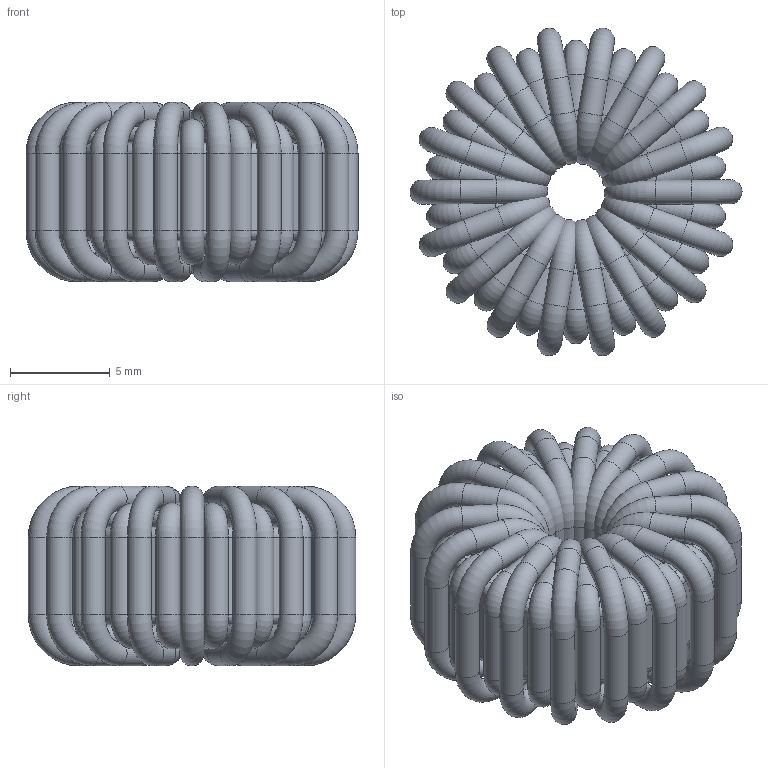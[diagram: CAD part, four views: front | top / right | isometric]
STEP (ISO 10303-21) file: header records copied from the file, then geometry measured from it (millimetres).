
FILE_DESCRIPTION(('FreeCAD Model'),'2;1');
FILE_NAME('Open CASCADE Shape Model','2023-03-24T17:34:22',('Author'),( ''),'Open CASCADE STEP processor 7.6','FreeCAD','Unknown');
FILE_SCHEMA(('AUTOMOTIVE_DESIGN { 1 0 10303 214 1 1 1 1 }'));
Length unit declared in the file: millimetre
Products named in the file (4): Unnamed; Fillet001; Array; Array001
Assembly tree (3 placements, depth 2):
  Unnamed
    Fillet001
    Array
    Array001
Bounding box: 16.63 x 16.4 x 9 mm (x, y, z)
Volume: 1278.3 mm3; surface area: 3303.6 mm2
Topology: 37 solids, 37 shells, 296 faces, 590 edges, 296 vertices
Faces by surface type: torus 148, cylinder 146, plane 2
Full cylindrical faces by diameter (mm): 1.2 x144, 7.2 x1, 12.8 x1
Entity records: 15179 total; most frequent: CARTESIAN_POINT 2950, DIRECTION 2230, ORIENTED_EDGE 1180, PCURVE 1180, DEFINITIONAL_REPRESENTATION 1180, AXIS2_PLACEMENT_3D 744, LINE 738, VECTOR 738
